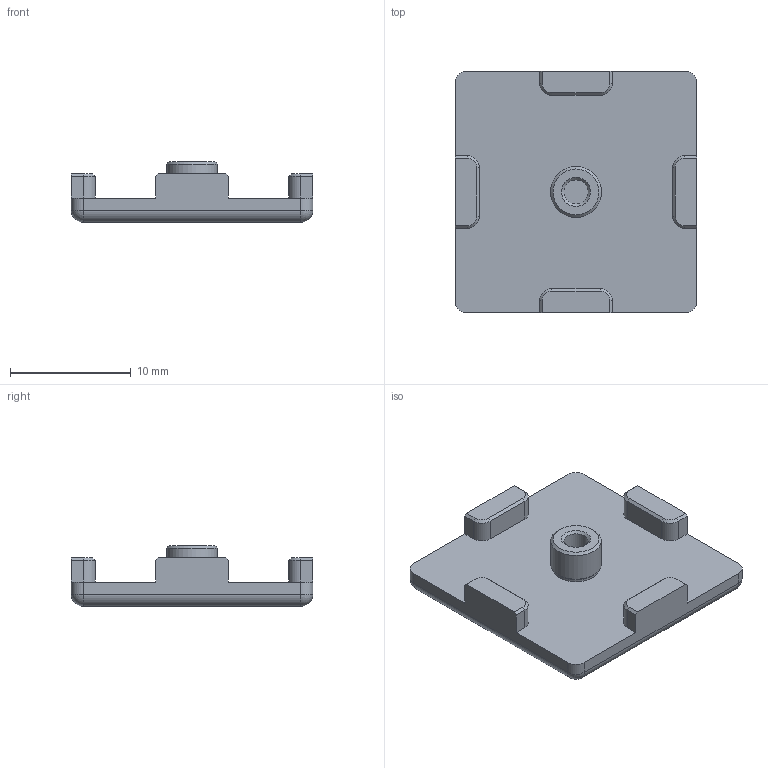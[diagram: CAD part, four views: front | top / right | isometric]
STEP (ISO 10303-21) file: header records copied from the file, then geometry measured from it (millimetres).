
FILE_DESCRIPTION(/* description */ (''),/* implementation_level */ '2;1');
FILE_NAME(/* name */ 'FERMIO_VORON_ENDCAP.step',/* time_stamp */ '2020-10-30T20:56:13+01:00',/* author */ (''),/* organization */ (''),/* preprocessor_version */ 'ST-DEVELOPER v18.1',/* originating_system */ 'Autodesk Translation Framework v9.3.0.1241',/* authorisation */ '');
FILE_SCHEMA (('AUTOMOTIVE_DESIGN { 1 0 10303 214 3 1 1 }'));
Length unit declared in the file: millimetre
Products named in the file (1): HFS5-2020-200
Bounding box: 20 x 20 x 5 mm (x, y, z)
Volume: 844.6 mm3; surface area: 1170.6 mm2
Topology: 1 solids, 1 shells, 86 faces, 205 edges, 126 vertices
Faces by surface type: plane 51, cylinder 20, cone 11, sphere 4
Full cylindrical faces by diameter (mm): 2 x1, 3.8 x1, 4.2 x1
Entity records: 2476 total; most frequent: DIRECTION 429, CARTESIAN_POINT 418, ORIENTED_EDGE 410, EDGE_CURVE 205, LINE 155, VECTOR 155, AXIS2_PLACEMENT_3D 137, VERTEX_POINT 126
